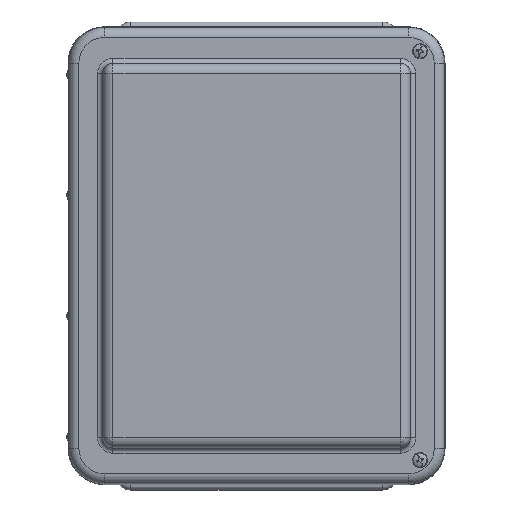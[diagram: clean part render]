
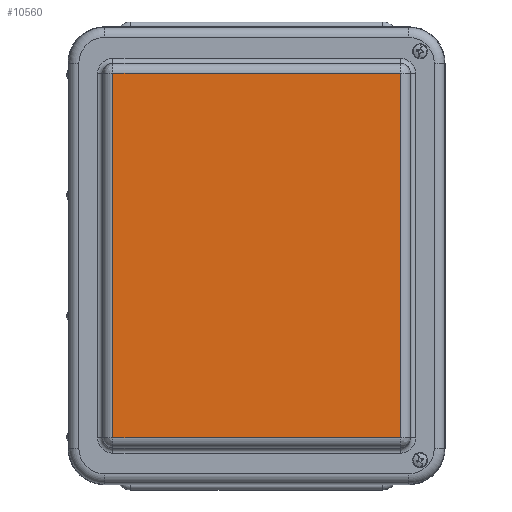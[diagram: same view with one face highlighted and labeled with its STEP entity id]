
A CAD part, top view. The second image highlights one B-rep face of the part: STEP entity #10560.
In plain terms, the highlighted planar face has unit normal (0, 0, 1).
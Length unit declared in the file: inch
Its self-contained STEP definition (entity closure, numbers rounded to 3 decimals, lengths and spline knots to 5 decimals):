
#882=LINE($,#19544,#1564);
#885=LINE($,#19551,#1567);
#886=LINE($,#19596,#1568);
#889=LINE($,#19603,#1571);
#1564=VECTOR($,#14699,9.043);
#1567=VECTOR($,#14706,7.133);
#1568=VECTOR($,#14723,7.133);
#1571=VECTOR($,#14730,9.043);
#1832=PLANE($,#11759);
#2972=FACE_OUTER_BOUND($,#3848,.T.);
#3848=EDGE_LOOP($,(#9454,#9455,#9456,#9457,#9458,#9459,#9460,#9461));
#4573=CIRCLE($,#11734,0.00101);
#4579=CIRCLE($,#11742,0.00101);
#4583=CIRCLE($,#11746,0.00101);
#4587=CIRCLE($,#11752,0.00101);
#5543=VERTEX_POINT($,#19533);
#5544=VERTEX_POINT($,#19535);
#5547=VERTEX_POINT($,#19542);
#5548=VERTEX_POINT($,#19547);
#5551=VERTEX_POINT($,#19568);
#5552=VERTEX_POINT($,#19587);
#5555=VERTEX_POINT($,#19594);
#5556=VERTEX_POINT($,#19599);
#6885=EDGE_CURVE($,#5543,#5544,#4573,.T.);
#6889=EDGE_CURVE($,#5547,#5543,#882,.T.);
#6893=EDGE_CURVE($,#5544,#5548,#885,.T.);
#6895=EDGE_CURVE($,#5551,#5547,#4579,.T.);
#6899=EDGE_CURVE($,#5548,#5552,#4583,.T.);
#6901=EDGE_CURVE($,#5555,#5551,#886,.T.);
#6905=EDGE_CURVE($,#5552,#5556,#889,.T.);
#6907=EDGE_CURVE($,#5556,#5555,#4587,.T.);
#9454=ORIENTED_EDGE($,*,*,#6885,.F.);
#9455=ORIENTED_EDGE($,*,*,#6889,.F.);
#9456=ORIENTED_EDGE($,*,*,#6895,.F.);
#9457=ORIENTED_EDGE($,*,*,#6901,.F.);
#9458=ORIENTED_EDGE($,*,*,#6907,.F.);
#9459=ORIENTED_EDGE($,*,*,#6905,.F.);
#9460=ORIENTED_EDGE($,*,*,#6899,.F.);
#9461=ORIENTED_EDGE($,*,*,#6893,.F.);
#10560=ADVANCED_FACE($,(#2972),#1832,.T.);
#11734=AXIS2_PLACEMENT_3D($,#19536,#14689,#14690);
#11742=AXIS2_PLACEMENT_3D($,#19570,#14709,#14710);
#11746=AXIS2_PLACEMENT_3D($,#19591,#14717,#14718);
#11752=AXIS2_PLACEMENT_3D($,#19620,#14733,#14734);
#11759=AXIS2_PLACEMENT_3D($,#19639,#14754,#14755);
#14689=DIRECTION('center_axis',(0.,0.,-1.));
#14690=DIRECTION('ref_axis',(0.707,-0.707,0.));
#14699=DIRECTION($,(0.,-1.,0.));
#14706=DIRECTION($,(-1.,0.,0.));
#14709=DIRECTION('center_axis',(0.,0.,-1.));
#14710=DIRECTION('ref_axis',(0.707,0.707,0.));
#14717=DIRECTION('center_axis',(0.,0.,-1.));
#14718=DIRECTION('ref_axis',(-0.707,-0.707,0.));
#14723=DIRECTION($,(1.,0.,0.));
#14730=DIRECTION($,(0.,1.,0.));
#14733=DIRECTION('center_axis',(0.,0.,-1.));
#14734=DIRECTION('ref_axis',(-0.707,0.707,0.));
#14754=DIRECTION('center_axis',(0.,0.,1.));
#14755=DIRECTION('ref_axis',(1.,0.,0.));
#19533=CARTESIAN_POINT('',(3.56751,-4.5215,3.125));
#19535=CARTESIAN_POINT('',(3.5665,-4.52251,3.125));
#19536=CARTESIAN_POINT('Origin',(3.5665,-4.5215,3.125));
#19542=CARTESIAN_POINT('',(3.56751,4.5215,3.125));
#19544=CARTESIAN_POINT($,(3.56751,4.5215,3.125));
#19547=CARTESIAN_POINT('',(-3.5665,-4.52251,3.125));
#19551=CARTESIAN_POINT($,(3.5665,-4.52251,3.125));
#19568=CARTESIAN_POINT('',(3.5665,4.52251,3.125));
#19570=CARTESIAN_POINT('Origin',(3.5665,4.5215,3.125));
#19587=CARTESIAN_POINT('',(-3.56751,-4.5215,3.125));
#19591=CARTESIAN_POINT('Origin',(-3.5665,-4.5215,3.125));
#19594=CARTESIAN_POINT('',(-3.5665,4.52251,3.125));
#19596=CARTESIAN_POINT($,(-3.5665,4.52251,3.125));
#19599=CARTESIAN_POINT('',(-3.56751,4.5215,3.125));
#19603=CARTESIAN_POINT($,(-3.56751,-4.5215,3.125));
#19620=CARTESIAN_POINT('Origin',(-3.5665,4.5215,3.125));
#19639=CARTESIAN_POINT('Origin',(0.,0.,3.125));
